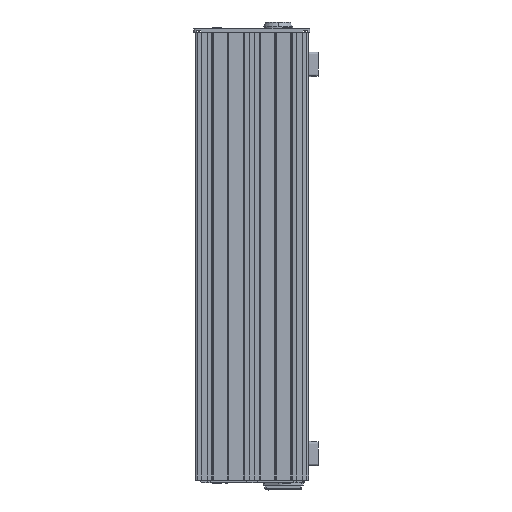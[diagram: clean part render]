
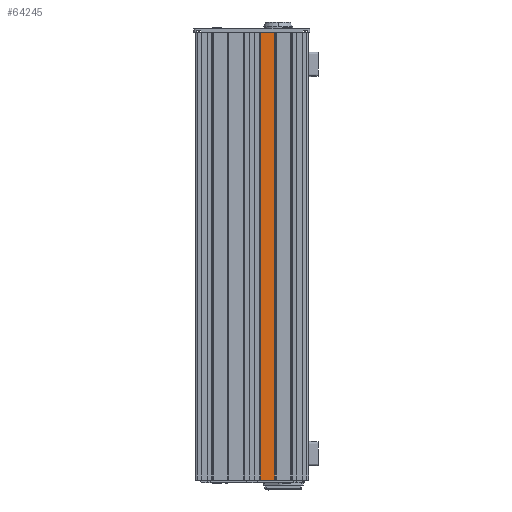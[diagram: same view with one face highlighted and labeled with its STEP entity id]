
A CAD part, left-side view. The second image highlights one B-rep face of the part: STEP entity #64245.
In plain terms, the highlighted planar face has unit normal (-1, 0, 0).
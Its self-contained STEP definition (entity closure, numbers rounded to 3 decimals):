
#7667 = CARTESIAN_POINT ( 'NONE',  ( 0.1, 26.52, -340. ) ) ;
#10046 = VERTEX_POINT ( 'NONE', #12239 ) ;
#12239 = CARTESIAN_POINT ( 'NONE',  ( 0.1, 26.52, 0. ) ) ;
#13914 = PLANE ( 'NONE',  #60220 ) ;
#24588 = CARTESIAN_POINT ( 'NONE',  ( 0.1, 2.47, -340. ) ) ;
#26198 = VERTEX_POINT ( 'NONE', #38866 ) ;
#26382 = EDGE_CURVE ( 'NONE', #10046, #69008, #49433, .T. ) ;
#32320 = DIRECTION ( 'NONE',  ( 0., 1., 0. ) ) ;
#32712 = DIRECTION ( 'NONE',  ( 1., 0., 0. ) ) ;
#33079 = ORIENTED_EDGE ( 'NONE', *, *, #110444, .T. ) ;
#33180 = EDGE_CURVE ( 'NONE', #26198, #115376, #117437, .T. ) ;
#33470 = EDGE_CURVE ( 'NONE', #115376, #69008, #57387, .T. ) ;
#35719 = FACE_OUTER_BOUND ( 'NONE', #37950, .T. ) ;
#37950 = EDGE_LOOP ( 'NONE', ( #76063, #33079, #85109, #94495 ) ) ;
#38866 = CARTESIAN_POINT ( 'NONE',  ( 0.1, 26.52, -340. ) ) ;
#49433 = LINE ( 'NONE', #51460, #120936 ) ;
#51048 = CARTESIAN_POINT ( 'NONE',  ( 0.1, 2.47, -340. ) ) ;
#51460 = CARTESIAN_POINT ( 'NONE',  ( 0.1, 2.47, 0. ) ) ;
#52845 = VECTOR ( 'NONE', #91618, 1000. ) ;
#56719 = CARTESIAN_POINT ( 'NONE',  ( 0.1, 37.52, -340. ) ) ;
#57387 = LINE ( 'NONE', #56719, #80633 ) ;
#60220 = AXIS2_PLACEMENT_3D ( 'NONE', #51048, #32712, #88076 ) ;
#64245 = ADVANCED_FACE ( 'NONE', ( #35719 ), #13914, .F. ) ;
#69008 = VERTEX_POINT ( 'NONE', #112207 ) ;
#76063 = ORIENTED_EDGE ( 'NONE', *, *, #33180, .F. ) ;
#77554 = LINE ( 'NONE', #7667, #52845 ) ;
#80633 = VECTOR ( 'NONE', #120388, 1000. ) ;
#85109 = ORIENTED_EDGE ( 'NONE', *, *, #26382, .T. ) ;
#88076 = DIRECTION ( 'NONE',  ( 0., 0., -1. ) ) ;
#91618 = DIRECTION ( 'NONE',  ( 0., 0., 1. ) ) ;
#94495 = ORIENTED_EDGE ( 'NONE', *, *, #33470, .F. ) ;
#110444 = EDGE_CURVE ( 'NONE', #26198, #10046, #77554, .T. ) ;
#111383 = CARTESIAN_POINT ( 'NONE',  ( 0.1, 37.52, -340. ) ) ;
#112207 = CARTESIAN_POINT ( 'NONE',  ( 0.1, 37.52, 0. ) ) ;
#115376 = VERTEX_POINT ( 'NONE', #111383 ) ;
#115882 = VECTOR ( 'NONE', #117154, 1000. ) ;
#117154 = DIRECTION ( 'NONE',  ( 0., 1., 0. ) ) ;
#117437 = LINE ( 'NONE', #24588, #115882 ) ;
#120388 = DIRECTION ( 'NONE',  ( 0., 0., 1. ) ) ;
#120936 = VECTOR ( 'NONE', #32320, 1000. ) ;
